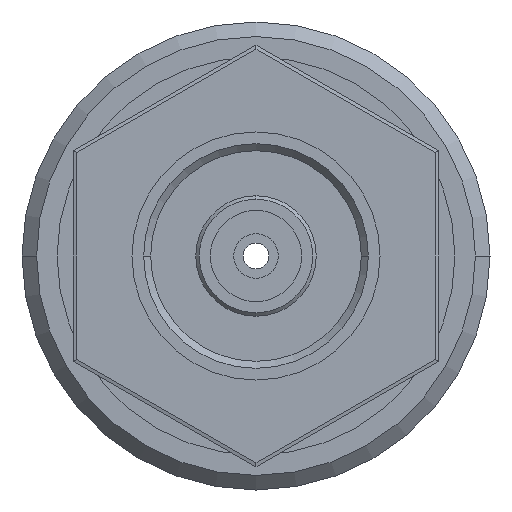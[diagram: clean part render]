
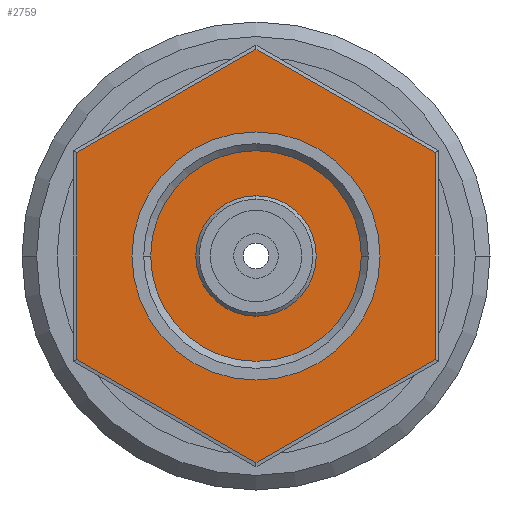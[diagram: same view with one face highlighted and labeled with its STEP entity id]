
A CAD part, left-side view. The second image highlights one B-rep face of the part: STEP entity #2759.
In plain terms, the highlighted planar face has unit normal (-1, 0, 0).
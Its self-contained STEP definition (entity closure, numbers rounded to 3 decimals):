
#2434=CARTESIAN_POINT('',(-9.728,0.,0.));
#2435=DIRECTION('',(-1.,0.,0.));
#2436=DIRECTION('',(0.,0.,-1.));
#2437=AXIS2_PLACEMENT_3D('',#2434,#2435,#2436);
#2439=CARTESIAN_POINT('',(-9.728,0.,0.));
#2440=DIRECTION('',(1.,0.,0.));
#2441=DIRECTION('',(0.,0.,-1.));
#2442=AXIS2_PLACEMENT_3D('',#2439,#2440,#2441);
#2444=DIRECTION('',(0.,0.,1.));
#2445=VECTOR('',#2444,4.487);
#2446=CARTESIAN_POINT('',(-9.728,3.886,-2.244));
#2447=LINE('',#2446,#2445);
#2448=DIRECTION('',(0.,-0.866,0.5));
#2449=VECTOR('',#2448,4.487);
#2450=CARTESIAN_POINT('',(-9.728,3.886,2.244));
#2451=LINE('',#2450,#2449);
#2452=DIRECTION('',(0.,-0.866,-0.5));
#2453=VECTOR('',#2452,4.487);
#2454=CARTESIAN_POINT('',(-9.728,0.,4.487));
#2455=LINE('',#2454,#2453);
#2456=DIRECTION('',(0.,0.,-1.));
#2457=VECTOR('',#2456,4.487);
#2458=CARTESIAN_POINT('',(-9.728,-3.886,2.244));
#2459=LINE('',#2458,#2457);
#2460=DIRECTION('',(0.,0.866,-0.5));
#2461=VECTOR('',#2460,4.487);
#2462=CARTESIAN_POINT('',(-9.728,-3.886,-2.244));
#2463=LINE('',#2462,#2461);
#2464=DIRECTION('',(0.,0.866,0.5));
#2465=VECTOR('',#2464,4.487);
#2466=CARTESIAN_POINT('',(-9.728,0.,-4.487));
#2467=LINE('',#2466,#2465);
#2574=CARTESIAN_POINT('',(-9.728,0.,-1.308));
#2575=CARTESIAN_POINT('',(-9.728,0.,1.308));
#2576=VERTEX_POINT('',#2574);
#2577=VERTEX_POINT('',#2575);
#2602=CARTESIAN_POINT('',(-9.728,3.886,-2.244));
#2603=CARTESIAN_POINT('',(-9.728,3.886,2.244));
#2604=VERTEX_POINT('',#2602);
#2605=VERTEX_POINT('',#2603);
#2610=CARTESIAN_POINT('',(-9.728,0.,4.487));
#2611=VERTEX_POINT('',#2610);
#2614=CARTESIAN_POINT('',(-9.728,-3.886,2.244));
#2615=VERTEX_POINT('',#2614);
#2618=CARTESIAN_POINT('',(-9.728,-3.886,-2.244));
#2619=VERTEX_POINT('',#2618);
#2624=CARTESIAN_POINT('',(-9.728,0.,-4.487));
#2625=VERTEX_POINT('',#2624);
#2736=CARTESIAN_POINT('',(-9.728,0.,0.));
#2737=DIRECTION('',(1.,0.,0.));
#2738=DIRECTION('',(0.,0.,1.));
#2739=AXIS2_PLACEMENT_3D('',#2736,#2737,#2738);
#2740=PLANE('',#2739);
#2742=ORIENTED_EDGE('',*,*,#2741,.T.);
#2744=ORIENTED_EDGE('',*,*,#2743,.T.);
#2746=ORIENTED_EDGE('',*,*,#2745,.T.);
#2748=ORIENTED_EDGE('',*,*,#2747,.T.);
#2750=ORIENTED_EDGE('',*,*,#2749,.T.);
#2752=ORIENTED_EDGE('',*,*,#2751,.T.);
#2753=EDGE_LOOP('',(#2742,#2744,#2746,#2748,#2750,#2752));
#2754=FACE_OUTER_BOUND('',#2753,.F.);
#2755=ORIENTED_EDGE('',*,*,#2730,.T.);
#2756=ORIENTED_EDGE('',*,*,#2716,.F.);
#2757=EDGE_LOOP('',(#2755,#2756));
#2758=FACE_BOUND('',#2757,.F.);
#2438=CIRCLE('',#2437,1.308);
#2443=CIRCLE('',#2442,1.308);
#2716=EDGE_CURVE('',#2576,#2577,#2443,.T.);
#2730=EDGE_CURVE('',#2576,#2577,#2438,.T.);
#2741=EDGE_CURVE('',#2604,#2605,#2447,.T.);
#2743=EDGE_CURVE('',#2605,#2611,#2451,.T.);
#2745=EDGE_CURVE('',#2611,#2615,#2455,.T.);
#2747=EDGE_CURVE('',#2615,#2619,#2459,.T.);
#2749=EDGE_CURVE('',#2619,#2625,#2463,.T.);
#2751=EDGE_CURVE('',#2625,#2604,#2467,.T.);
#2759=ADVANCED_FACE('',(#2754,#2758),#2740,.F.);
